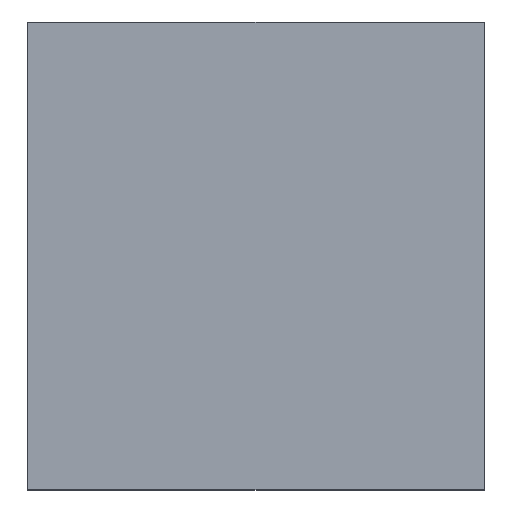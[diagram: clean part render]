
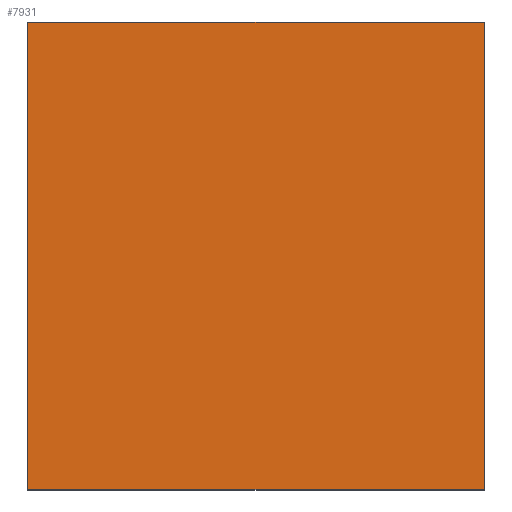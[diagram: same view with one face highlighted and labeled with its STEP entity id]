
A CAD part, top view. The second image highlights one B-rep face of the part: STEP entity #7931.
In plain terms, the highlighted planar face has unit normal (0, 0, 1).
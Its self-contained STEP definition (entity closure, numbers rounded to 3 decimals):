
#663=PLANE('',#8760);
#1062=FACE_OUTER_BOUND('',#1638,.T.);
#1638=EDGE_LOOP('',(#6777,#6778,#6779,#6780));
#2274=LINE('',#13988,#2991);
#2275=LINE('',#13990,#2992);
#2276=LINE('',#13992,#2993);
#2277=LINE('',#13993,#2994);
#2991=VECTOR('',#10542,10.);
#2992=VECTOR('',#10543,10.);
#2993=VECTOR('',#10544,10.);
#2994=VECTOR('',#10545,10.);
#4015=VERTEX_POINT('',#13986);
#4016=VERTEX_POINT('',#13987);
#4017=VERTEX_POINT('',#13989);
#4018=VERTEX_POINT('',#13991);
#4960=EDGE_CURVE('',#4015,#4016,#2274,.T.);
#4961=EDGE_CURVE('',#4016,#4017,#2275,.T.);
#4962=EDGE_CURVE('',#4017,#4018,#2276,.T.);
#4963=EDGE_CURVE('',#4018,#4015,#2277,.T.);
#6777=ORIENTED_EDGE('',*,*,#4960,.T.);
#6778=ORIENTED_EDGE('',*,*,#4961,.T.);
#6779=ORIENTED_EDGE('',*,*,#4962,.T.);
#6780=ORIENTED_EDGE('',*,*,#4963,.T.);
#7931=ADVANCED_FACE('',(#1062),#663,.T.);
#8760=AXIS2_PLACEMENT_3D('',#13985,#10540,#10541);
#10540=DIRECTION('center_axis',(0.,0.,1.));
#10541=DIRECTION('ref_axis',(1.,0.,0.));
#10542=DIRECTION('',(0.,1.,0.));
#10543=DIRECTION('',(-1.,0.,0.));
#10544=DIRECTION('',(0.,-1.,0.));
#10545=DIRECTION('',(1.,0.,0.));
#13985=CARTESIAN_POINT('Origin',(-11.333,-169.507,641.122));
#13986=CARTESIAN_POINT('',(785.8,-985.201,641.122));
#13987=CARTESIAN_POINT('',(785.8,646.187,641.122));
#13988=CARTESIAN_POINT('',(785.8,-169.507,641.122));
#13989=CARTESIAN_POINT('',(-808.466,646.187,641.122));
#13990=CARTESIAN_POINT('',(-11.333,646.187,641.122));
#13991=CARTESIAN_POINT('',(-808.466,-985.201,641.122));
#13992=CARTESIAN_POINT('',(-808.466,-169.507,641.122));
#13993=CARTESIAN_POINT('',(-11.333,-985.201,641.122));
